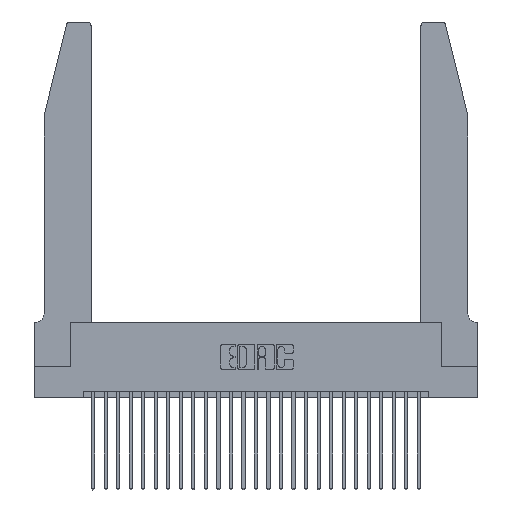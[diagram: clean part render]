
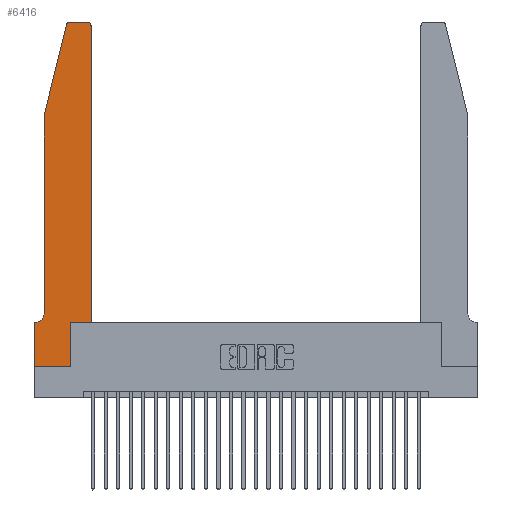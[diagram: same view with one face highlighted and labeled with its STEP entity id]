
A CAD part, top view. The second image highlights one B-rep face of the part: STEP entity #6416.
In plain terms, the highlighted planar face has unit normal (0, 0, 1).
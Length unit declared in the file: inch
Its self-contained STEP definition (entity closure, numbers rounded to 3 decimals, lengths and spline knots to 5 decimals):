
#252 = EDGE_CURVE ( 'NONE', #26813, #24619, #601, .T. ) ;
#327 = DIRECTION ( 'NONE',  ( 1., 0., 0. ) ) ;
#346 = CARTESIAN_POINT ( 'NONE',  ( 0.0755, 2., 0.37 ) ) ;
#601 = LINE ( 'NONE', #8381, #15856 ) ;
#1002 = VECTOR ( 'NONE', #27167, 39.37008 ) ;
#1258 = CARTESIAN_POINT ( 'NONE',  ( 0.284, 2.72, 0.37 ) ) ;
#1369 = ORIENTED_EDGE ( 'NONE', *, *, #252, .T. ) ;
#1878 = EDGE_CURVE ( 'NONE', #18565, #6165, #15767, .T. ) ;
#2310 = CARTESIAN_POINT ( 'NONE',  ( 0.4505, 2.72, 0.37 ) ) ;
#2750 = EDGE_CURVE ( 'NONE', #24619, #5600, #4173, .T. ) ;
#2821 = AXIS2_PLACEMENT_3D ( 'NONE', #1258, #9952, #7887 ) ;
#3001 = DIRECTION ( 'NONE',  ( 0., 1., 0. ) ) ;
#3254 = ORIENTED_EDGE ( 'NONE', *, *, #10191, .T. ) ;
#3645 = CARTESIAN_POINT ( 'NONE',  ( 0.284, 2.75, 0.37 ) ) ;
#4003 = CARTESIAN_POINT ( 'NONE',  ( 0.4505, 0.35, 0.37 ) ) ;
#4156 = CARTESIAN_POINT ( 'NONE',  ( 0.25487, 2.72718, 0.37 ) ) ;
#4173 = LINE ( 'NONE', #22739, #23180 ) ;
#4348 = EDGE_CURVE ( 'NONE', #8491, #26136, #12256, .T. ) ;
#4405 = ORIENTED_EDGE ( 'NONE', *, *, #26922, .T. ) ;
#4487 = EDGE_CURVE ( 'NONE', #14338, #20729, #19346, .T. ) ;
#4999 = VERTEX_POINT ( 'NONE', #4156 ) ;
#5600 = VERTEX_POINT ( 'NONE', #9768 ) ;
#6165 = VERTEX_POINT ( 'NONE', #3645 ) ;
#6364 = ORIENTED_EDGE ( 'NONE', *, *, #26880, .T. ) ;
#6416 = ADVANCED_FACE ( 'NONE', ( #12715 ), #11314, .T. ) ;
#6988 = LINE ( 'NONE', #22169, #11058 ) ;
#7768 = CARTESIAN_POINT ( 'NONE',  ( 0., 0., 0.37 ) ) ;
#7887 = DIRECTION ( 'NONE',  ( 1., 0., 0. ) ) ;
#8130 = ORIENTED_EDGE ( 'NONE', *, *, #4348, .T. ) ;
#8324 = EDGE_CURVE ( 'NONE', #20729, #18565, #27106, .T. ) ;
#8381 = CARTESIAN_POINT ( 'NONE',  ( 0.0755, 0.35, 0.37 ) ) ;
#8491 = VERTEX_POINT ( 'NONE', #18071 ) ;
#8843 = CARTESIAN_POINT ( 'NONE',  ( 0.2865, 0.35, 0.37 ) ) ;
#9099 = CIRCLE ( 'NONE', #2821, 0.03 ) ;
#9162 = LINE ( 'NONE', #7768, #9822 ) ;
#9211 = DIRECTION ( 'NONE',  ( 1., 0., 0. ) ) ;
#9765 = DIRECTION ( 'NONE',  ( 0., -1., 0. ) ) ;
#9768 = CARTESIAN_POINT ( 'NONE',  ( 0., 0., 0.37 ) ) ;
#9822 = VECTOR ( 'NONE', #20629, 39.37008 ) ;
#9823 = CARTESIAN_POINT ( 'NONE',  ( 0.4205, 2.75, 0.37 ) ) ;
#9952 = DIRECTION ( 'NONE',  ( 0., 0., 1. ) ) ;
#10191 = EDGE_CURVE ( 'NONE', #4999, #23760, #13567, .T. ) ;
#10287 = DIRECTION ( 'NONE',  ( 0., 1., 0. ) ) ;
#10470 = DIRECTION ( 'NONE',  ( -1., 0., 0. ) ) ;
#10614 = ORIENTED_EDGE ( 'NONE', *, *, #22536, .T. ) ;
#10773 = CARTESIAN_POINT ( 'NONE',  ( 0.4205, 2.72, 0.37 ) ) ;
#10884 = DIRECTION ( 'NONE',  ( 0., 0., 1. ) ) ;
#11058 = VECTOR ( 'NONE', #9211, 39.37008 ) ;
#11314 = PLANE ( 'NONE',  #16188 ) ;
#11378 = CARTESIAN_POINT ( 'NONE',  ( 0.0055, 0.35, 0.37 ) ) ;
#11949 = DIRECTION ( 'NONE',  ( -1., 0., 0. ) ) ;
#12256 = LINE ( 'NONE', #26837, #20696 ) ;
#12576 = CIRCLE ( 'NONE', #22158, 0.07 ) ;
#12715 = FACE_OUTER_BOUND ( 'NONE', #22767, .T. ) ;
#13269 = ORIENTED_EDGE ( 'NONE', *, *, #8324, .T. ) ;
#13316 = CARTESIAN_POINT ( 'NONE',  ( 0., 0.35, 0.37 ) ) ;
#13567 = LINE ( 'NONE', #24990, #1002 ) ;
#13609 = VECTOR ( 'NONE', #10287, 39.37008 ) ;
#14079 = CARTESIAN_POINT ( 'NONE',  ( 0.0755, 0.42, 0.37 ) ) ;
#14246 = LINE ( 'NONE', #14565, #26057 ) ;
#14338 = VERTEX_POINT ( 'NONE', #19712 ) ;
#14565 = CARTESIAN_POINT ( 'NONE',  ( 0.0755, 2., 0.37 ) ) ;
#15381 = DIRECTION ( 'NONE',  ( 0., 0., 1. ) ) ;
#15727 = ORIENTED_EDGE ( 'NONE', *, *, #2750, .T. ) ;
#15767 = LINE ( 'NONE', #18898, #25200 ) ;
#15856 = VECTOR ( 'NONE', #10470, 39.37008 ) ;
#16188 = AXIS2_PLACEMENT_3D ( 'NONE', #13316, #15381, #327 ) ;
#18071 = CARTESIAN_POINT ( 'NONE',  ( 0.2865, 0., 0.37 ) ) ;
#18193 = CARTESIAN_POINT ( 'NONE',  ( 0.0055, 0.42, 0.37 ) ) ;
#18555 = DIRECTION ( 'NONE',  ( 0., 0., -1. ) ) ;
#18565 = VERTEX_POINT ( 'NONE', #9823 ) ;
#18571 = CARTESIAN_POINT ( 'NONE',  ( 0., 0.35, 0.37 ) ) ;
#18898 = CARTESIAN_POINT ( 'NONE',  ( 0.2605, 2.75, 0.37 ) ) ;
#19346 = LINE ( 'NONE', #4003, #13609 ) ;
#19712 = CARTESIAN_POINT ( 'NONE',  ( 0.4505, 0.35, 0.37 ) ) ;
#19764 = DIRECTION ( 'NONE',  ( 1., 0., 0. ) ) ;
#20298 = ORIENTED_EDGE ( 'NONE', *, *, #1878, .T. ) ;
#20629 = DIRECTION ( 'NONE',  ( 1., 0., 0. ) ) ;
#20639 = EDGE_CURVE ( 'NONE', #23760, #27550, #14246, .T. ) ;
#20696 = VECTOR ( 'NONE', #3001, 39.37008 ) ;
#20729 = VERTEX_POINT ( 'NONE', #2310 ) ;
#21477 = EDGE_CURVE ( 'NONE', #6165, #4999, #9099, .T. ) ;
#21784 = ORIENTED_EDGE ( 'NONE', *, *, #21477, .T. ) ;
#22158 = AXIS2_PLACEMENT_3D ( 'NONE', #18193, #18555, #11949 ) ;
#22169 = CARTESIAN_POINT ( 'NONE',  ( 0.4505, 0.35, 0.37 ) ) ;
#22536 = EDGE_CURVE ( 'NONE', #26136, #14338, #6988, .T. ) ;
#22739 = CARTESIAN_POINT ( 'NONE',  ( 0., 0., 0.37 ) ) ;
#22767 = EDGE_LOOP ( 'NONE', ( #20298, #21784, #3254, #25994, #6364, #1369, #15727, #4405, #8130, #10614, #26600, #13269 ) ) ;
#23180 = VECTOR ( 'NONE', #9765, 39.37008 ) ;
#23760 = VERTEX_POINT ( 'NONE', #346 ) ;
#24619 = VERTEX_POINT ( 'NONE', #18571 ) ;
#24990 = CARTESIAN_POINT ( 'NONE',  ( 0.0755, 2., 0.37 ) ) ;
#25200 = VECTOR ( 'NONE', #26063, 39.37008 ) ;
#25994 = ORIENTED_EDGE ( 'NONE', *, *, #20639, .T. ) ;
#26057 = VECTOR ( 'NONE', #26202, 39.37008 ) ;
#26063 = DIRECTION ( 'NONE',  ( -1., 0., 0. ) ) ;
#26136 = VERTEX_POINT ( 'NONE', #8843 ) ;
#26202 = DIRECTION ( 'NONE',  ( 0., -1., 0. ) ) ;
#26315 = AXIS2_PLACEMENT_3D ( 'NONE', #10773, #10884, #19764 ) ;
#26600 = ORIENTED_EDGE ( 'NONE', *, *, #4487, .T. ) ;
#26813 = VERTEX_POINT ( 'NONE', #11378 ) ;
#26837 = CARTESIAN_POINT ( 'NONE',  ( 0.2865, 0.35, 0.37 ) ) ;
#26880 = EDGE_CURVE ( 'NONE', #27550, #26813, #12576, .T. ) ;
#26922 = EDGE_CURVE ( 'NONE', #5600, #8491, #9162, .T. ) ;
#27106 = CIRCLE ( 'NONE', #26315, 0.03 ) ;
#27167 = DIRECTION ( 'NONE',  ( -0.239, -0.971, 0. ) ) ;
#27550 = VERTEX_POINT ( 'NONE', #14079 ) ;
